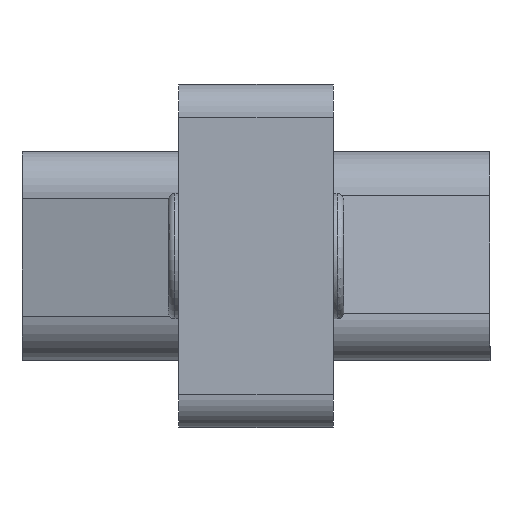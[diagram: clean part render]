
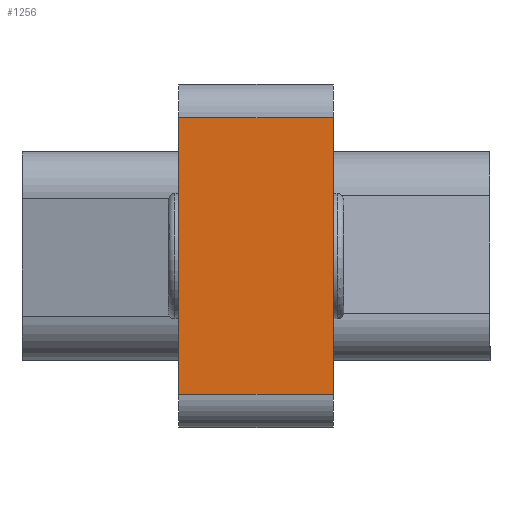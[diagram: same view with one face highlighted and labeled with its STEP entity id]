
A CAD part, left-side view. The second image highlights one B-rep face of the part: STEP entity #1256.
In plain terms, the highlighted planar face has unit normal (-1, 0, 0).
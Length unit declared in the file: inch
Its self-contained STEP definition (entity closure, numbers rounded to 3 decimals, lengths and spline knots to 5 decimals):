
#1256 = ADVANCED_FACE ( 'NONE', ( #1500 ), #25283, .F. ) ;
#1500 = FACE_OUTER_BOUND ( 'NONE', #16814, .T. ) ;
#10856 = DIRECTION ( 'NONE',  ( 0., 0., 1. ) ) ;
#10858 = CARTESIAN_POINT ( 'NONE',  ( -1.05, 0.115, 0.255 ) ) ;
#14528 = VERTEX_POINT ( 'NONE', #23422 ) ;
#15141 = ORIENTED_EDGE ( 'NONE', *, *, #24803, .T. ) ;
#15203 = ORIENTED_EDGE ( 'NONE', *, *, #24804, .T. ) ;
#15289 = ORIENTED_EDGE ( 'NONE', *, *, #24493, .F. ) ;
#15497 = ORIENTED_EDGE ( 'NONE', *, *, #24802, .T. ) ;
#16814 = EDGE_LOOP ( 'NONE', ( #15497, #15141, #15289, #15203 ) ) ;
#18197 = LINE ( 'NONE', #19746, #18345 ) ;
#18345 = VECTOR ( 'NONE', #20044, 39.37008 ) ;
#18346 = VECTOR ( 'NONE', #19540, 39.37008 ) ;
#18418 = LINE ( 'NONE', #19895, #18498 ) ;
#18444 = LINE ( 'NONE', #20177, #18346 ) ;
#18498 = VECTOR ( 'NONE', #19597, 39.37008 ) ;
#19277 = VERTEX_POINT ( 'NONE', #21483 ) ;
#19285 = VERTEX_POINT ( 'NONE', #21108 ) ;
#19348 = VERTEX_POINT ( 'NONE', #21855 ) ;
#19540 = DIRECTION ( 'NONE',  ( 0., 0., 1. ) ) ;
#19597 = DIRECTION ( 'NONE',  ( 0., -1., 0. ) ) ;
#19746 = CARTESIAN_POINT ( 'NONE',  ( -1.05, 0.115, 0.205 ) ) ;
#19895 = CARTESIAN_POINT ( 'NONE',  ( -1.05, 0.115, -0.205 ) ) ;
#20044 = DIRECTION ( 'NONE',  ( 0., 1., 0. ) ) ;
#20177 = CARTESIAN_POINT ( 'NONE',  ( -1.05, -0.115, 0.255 ) ) ;
#20292 = AXIS2_PLACEMENT_3D ( 'NONE', #25282, #25281, #25279 ) ;
#21108 = CARTESIAN_POINT ( 'NONE',  ( -1.05, -0.115, -0.205 ) ) ;
#21483 = CARTESIAN_POINT ( 'NONE',  ( -1.05, 0.115, -0.205 ) ) ;
#21855 = CARTESIAN_POINT ( 'NONE',  ( -1.05, 0.115, 0.205 ) ) ;
#23422 = CARTESIAN_POINT ( 'NONE',  ( -1.05, -0.115, 0.205 ) ) ;
#23623 = LINE ( 'NONE', #10858, #23746 ) ;
#23746 = VECTOR ( 'NONE', #10856, 39.37008 ) ;
#24493 = EDGE_CURVE ( 'NONE', #19277, #19348, #23623, .T. ) ;
#24802 = EDGE_CURVE ( 'NONE', #19285, #14528, #18444, .T. ) ;
#24803 = EDGE_CURVE ( 'NONE', #14528, #19348, #18197, .T. ) ;
#24804 = EDGE_CURVE ( 'NONE', #19277, #19285, #18418, .T. ) ;
#25279 = DIRECTION ( 'NONE',  ( 0., 0., -1. ) ) ;
#25281 = DIRECTION ( 'NONE',  ( 1., 0., 0. ) ) ;
#25282 = CARTESIAN_POINT ( 'NONE',  ( -1.05, 0.115, 0.255 ) ) ;
#25283 = PLANE ( 'NONE',  #20292 ) ;
